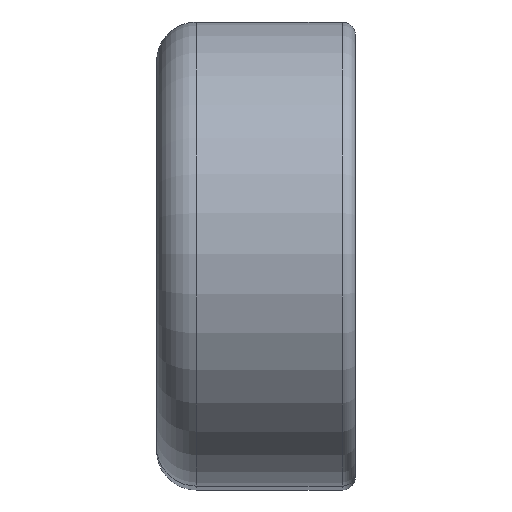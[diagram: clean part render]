
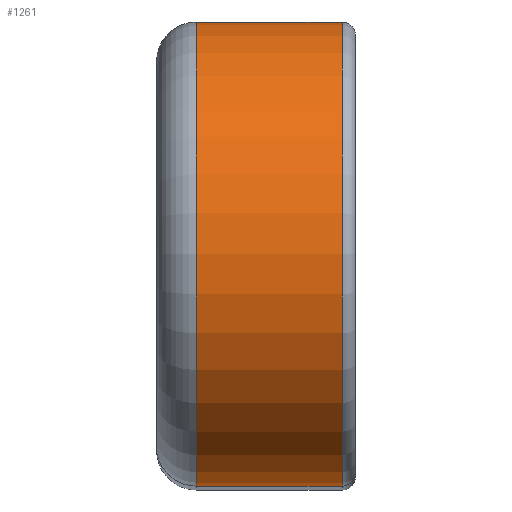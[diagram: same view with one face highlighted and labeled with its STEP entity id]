
A CAD part, top view. The second image highlights one B-rep face of the part: STEP entity #1261.
In plain terms, the highlighted cylindrical face has radius 17.5 mm (diameter 35 mm), a partial arc.
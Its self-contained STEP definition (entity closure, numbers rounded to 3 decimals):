
#103=LINE('',#2031,#200);
#106=LINE('',#2048,#203);
#200=VECTOR('',#1638,10.);
#203=VECTOR('',#1665,10.);
#289=CYLINDRICAL_SURFACE('',#1441,17.5);
#368=FACE_OUTER_BOUND('',#461,.T.);
#461=EDGE_LOOP('',(#1167,#1168,#1169,#1170));
#510=CIRCLE('',#1360,17.5);
#516=CIRCLE('',#1372,17.5);
#595=VERTEX_POINT('',#2017);
#596=VERTEX_POINT('',#2021);
#598=VERTEX_POINT('',#2029);
#600=VERTEX_POINT('',#2042);
#729=EDGE_CURVE('',#596,#595,#510,.T.);
#733=EDGE_CURVE('',#596,#598,#103,.T.);
#740=EDGE_CURVE('',#600,#598,#516,.T.);
#742=EDGE_CURVE('',#600,#595,#106,.T.);
#1167=ORIENTED_EDGE('',*,*,#729,.F.);
#1168=ORIENTED_EDGE('',*,*,#733,.T.);
#1169=ORIENTED_EDGE('',*,*,#740,.F.);
#1170=ORIENTED_EDGE('',*,*,#742,.T.);
#1261=ADVANCED_FACE('',(#368),#289,.T.);
#1360=AXIS2_PLACEMENT_3D('',#2023,#1629,#1630);
#1372=AXIS2_PLACEMENT_3D('',#2044,#1658,#1659);
#1441=AXIS2_PLACEMENT_3D('',#2215,#1853,#1854);
#1629=DIRECTION('center_axis',(1.,0.,0.));
#1630=DIRECTION('ref_axis',(0.,0.,1.));
#1638=DIRECTION('',(-1.,0.,0.));
#1658=DIRECTION('center_axis',(-1.,0.,0.));
#1659=DIRECTION('ref_axis',(0.,0.,1.));
#1665=DIRECTION('',(1.,0.,0.));
#1853=DIRECTION('center_axis',(1.,0.,0.));
#1854=DIRECTION('ref_axis',(0.,0.707,0.707));
#2017=CARTESIAN_POINT('',(14.,0.,182.5));
#2021=CARTESIAN_POINT('',(14.,35.,182.5));
#2023=CARTESIAN_POINT('Origin',(14.,17.5,182.5));
#2029=CARTESIAN_POINT('',(3.,35.,182.5));
#2031=CARTESIAN_POINT('',(0.,35.,182.5));
#2042=CARTESIAN_POINT('',(3.,0.,182.5));
#2044=CARTESIAN_POINT('Origin',(3.,17.5,182.5));
#2048=CARTESIAN_POINT('',(0.,0.,182.5));
#2215=CARTESIAN_POINT('Origin',(0.,17.5,182.5));
